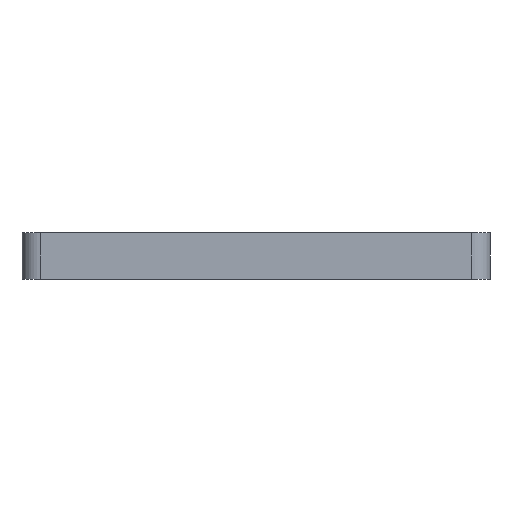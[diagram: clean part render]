
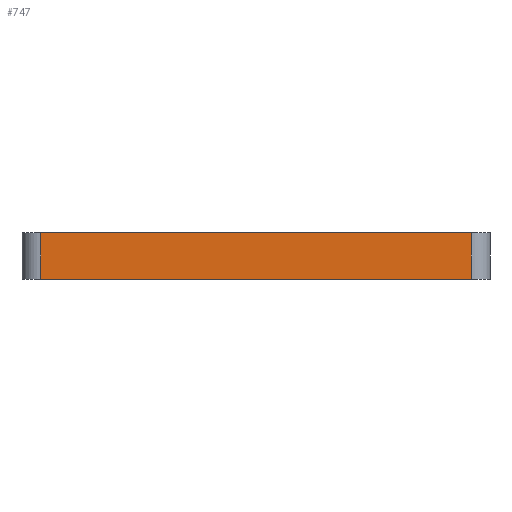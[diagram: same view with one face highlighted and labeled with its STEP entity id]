
A CAD part, front view. The second image highlights one B-rep face of the part: STEP entity #747.
In plain terms, the highlighted planar face has unit normal (0, -1, 0).
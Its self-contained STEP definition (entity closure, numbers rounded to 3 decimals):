
#55=PLANE('',#841);
#91=FACE_OUTER_BOUND('',#141,.T.);
#141=EDGE_LOOP('',(#653,#654,#655,#656));
#167=LINE('',#1109,#225);
#181=LINE('',#1172,#239);
#183=LINE('',#1177,#241);
#214=LINE('',#1268,#272);
#225=VECTOR('',#891,10.);
#239=VECTOR('',#947,10.);
#241=VECTOR('',#953,10.);
#272=VECTOR('',#1060,10.);
#332=VERTEX_POINT('',#1106);
#333=VERTEX_POINT('',#1108);
#361=VERTEX_POINT('',#1170);
#362=VERTEX_POINT('',#1176);
#406=EDGE_CURVE('',#332,#333,#167,.T.);
#438=EDGE_CURVE('',#361,#332,#181,.T.);
#440=EDGE_CURVE('',#333,#362,#183,.T.);
#486=EDGE_CURVE('',#362,#361,#214,.T.);
#653=ORIENTED_EDGE('',*,*,#438,.F.);
#654=ORIENTED_EDGE('',*,*,#486,.F.);
#655=ORIENTED_EDGE('',*,*,#440,.F.);
#656=ORIENTED_EDGE('',*,*,#406,.F.);
#747=ADVANCED_FACE('',(#91),#55,.T.);
#841=AXIS2_PLACEMENT_3D('',#1267,#1058,#1059);
#891=DIRECTION('',(1.,0.,0.));
#947=DIRECTION('',(0.,0.,1.));
#953=DIRECTION('',(0.,0.,-1.));
#1058=DIRECTION('center_axis',(0.,-1.,0.));
#1059=DIRECTION('ref_axis',(1.,0.,0.));
#1060=DIRECTION('',(-1.,0.,0.));
#1106=CARTESIAN_POINT('',(128.652,60.926,5.));
#1108=CARTESIAN_POINT('',(174.652,60.926,5.));
#1109=CARTESIAN_POINT('',(176.652,60.926,5.));
#1170=CARTESIAN_POINT('',(128.652,60.926,0.));
#1172=CARTESIAN_POINT('',(128.652,60.926,0.));
#1176=CARTESIAN_POINT('',(174.652,60.926,0.));
#1177=CARTESIAN_POINT('',(174.652,60.926,0.));
#1267=CARTESIAN_POINT('Origin',(126.652,60.926,0.));
#1268=CARTESIAN_POINT('',(176.652,60.926,0.));
